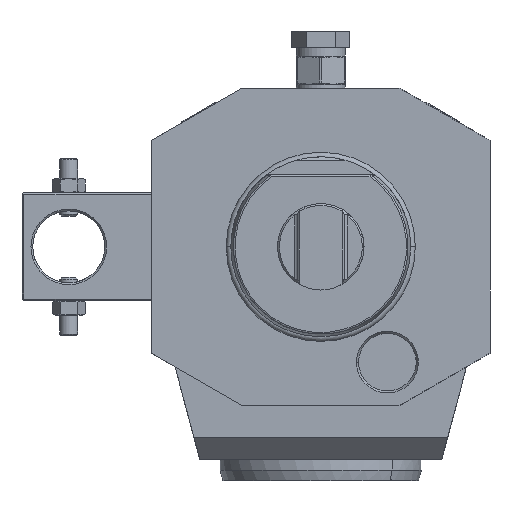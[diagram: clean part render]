
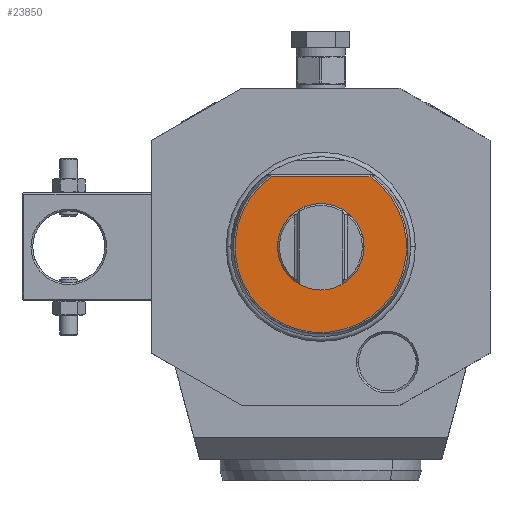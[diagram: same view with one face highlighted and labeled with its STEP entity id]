
A CAD part, front view. The second image highlights one B-rep face of the part: STEP entity #23850.
In plain terms, the highlighted planar face has unit normal (0, -1, 0).
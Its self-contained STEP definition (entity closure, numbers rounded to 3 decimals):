
#10276=CARTESIAN_POINT('',(-13.667,-157.,
19.5));
#10295=CARTESIAN_POINT('',(0.,-157.,0.));
#10296=DIRECTION('',(0.,-1.,0.));
#10297=DIRECTION('',(-0.574,0.,0.819));
#10298=AXIS2_PLACEMENT_3D('',#10295,#10296,#10297);
#10332=DIRECTION('',(-1.,0.,0.));
#10333=VECTOR('',#10332,27.334);
#10334=CARTESIAN_POINT('',(13.667,-157.,
19.5));
#10335=LINE('',#10334,#10333);
#10336=CARTESIAN_POINT('',(0.,-157.,0.));
#10337=DIRECTION('',(0.,1.,0.));
#10338=DIRECTION('',(0.,0.,1.));
#10339=AXIS2_PLACEMENT_3D('',#10336,#10337,#10338);
#10351=CARTESIAN_POINT('',(0.,-157.,0.));
#10352=DIRECTION('',(0.,1.,0.));
#10353=DIRECTION('',(0.,0.,-1.));
#10354=AXIS2_PLACEMENT_3D('',#10351,#10352,#10353);
#13394=VERTEX_POINT('',#10276);
#13395=CARTESIAN_POINT('',(13.667,-157.,
19.5));
#13396=VERTEX_POINT('',#13395);
#14266=CARTESIAN_POINT('',(0.,-157.,12.));
#14267=CARTESIAN_POINT('',(0.,-157.,-12.));
#14268=VERTEX_POINT('',#14266);
#14269=VERTEX_POINT('',#14267);
#23835=CARTESIAN_POINT('',(0.,-157.,-59.));
#23836=DIRECTION('',(0.,-1.,0.));
#23837=DIRECTION('',(1.,0.,0.));
#23838=AXIS2_PLACEMENT_3D('',#23835,#23836,#23837);
#23839=PLANE('',#23838);
#23840=ORIENTED_EDGE('',*,*,#23826,.F.);
#23841=ORIENTED_EDGE('',*,*,#23777,.F.);
#23842=EDGE_LOOP('',(#23840,#23841));
#23843=FACE_OUTER_BOUND('',#23842,.F.);
#23845=ORIENTED_EDGE('',*,*,#23844,.F.);
#23847=ORIENTED_EDGE('',*,*,#23846,.F.);
#23848=EDGE_LOOP('',(#23845,#23847));
#23849=FACE_BOUND('',#23848,.F.);
#10299=CIRCLE('',#10298,23.812);
#10340=CIRCLE('',#10339,12.);
#10355=CIRCLE('',#10354,12.);
#23777=EDGE_CURVE('',#13394,#13396,#10299,.T.);
#23826=EDGE_CURVE('',#13396,#13394,#10335,.T.);
#23844=EDGE_CURVE('',#14268,#14269,#10340,.T.);
#23846=EDGE_CURVE('',#14269,#14268,#10355,.T.);
#23850=ADVANCED_FACE('',(#23843,#23849),#23839,.T.);
